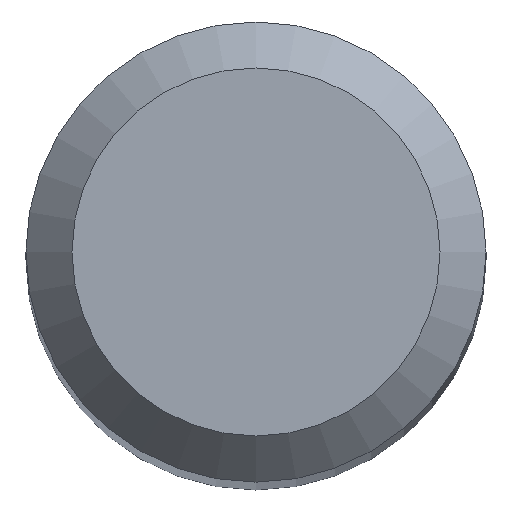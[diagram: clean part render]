
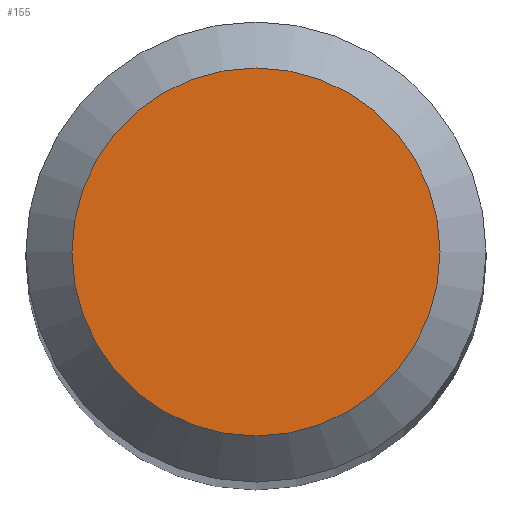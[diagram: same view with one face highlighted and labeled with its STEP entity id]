
A CAD part, top view. The second image highlights one B-rep face of the part: STEP entity #155.
In plain terms, the highlighted planar face has unit normal (0, 0, 1).
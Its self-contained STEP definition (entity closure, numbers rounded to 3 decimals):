
#4 = VERTEX_POINT ( 'NONE', #39 ) ;
#29 = AXIS2_PLACEMENT_3D ( 'NONE', #343, #340, #204 ) ;
#37 = CARTESIAN_POINT ( 'NONE',  ( 0., 0., 38. ) ) ;
#39 = CARTESIAN_POINT ( 'NONE',  ( -1.2, 0., 38. ) ) ;
#79 = EDGE_LOOP ( 'NONE', ( #138 ) ) ;
#81 = FACE_OUTER_BOUND ( 'NONE', #79, .T. ) ;
#122 = PLANE ( 'NONE',  #29 ) ;
#138 = ORIENTED_EDGE ( 'NONE', *, *, #354, .F. ) ;
#155 = ADVANCED_FACE ( 'NONE', ( #81 ), #122, .F. ) ;
#204 = DIRECTION ( 'NONE',  ( -1., 0., 0. ) ) ;
#240 = DIRECTION ( 'NONE',  ( 0., 0., -1. ) ) ;
#252 = DIRECTION ( 'NONE',  ( -1., 0., 0. ) ) ;
#257 = CIRCLE ( 'NONE', #294, 1.2 ) ;
#294 = AXIS2_PLACEMENT_3D ( 'NONE', #37, #240, #252 ) ;
#340 = DIRECTION ( 'NONE',  ( 0., 0., -1. ) ) ;
#343 = CARTESIAN_POINT ( 'NONE',  ( 0., 0., 38. ) ) ;
#354 = EDGE_CURVE ( 'NONE', #4, #4, #257, .T. ) ;
